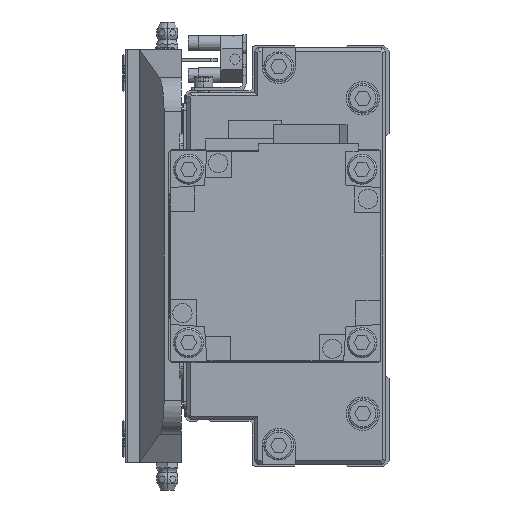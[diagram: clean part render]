
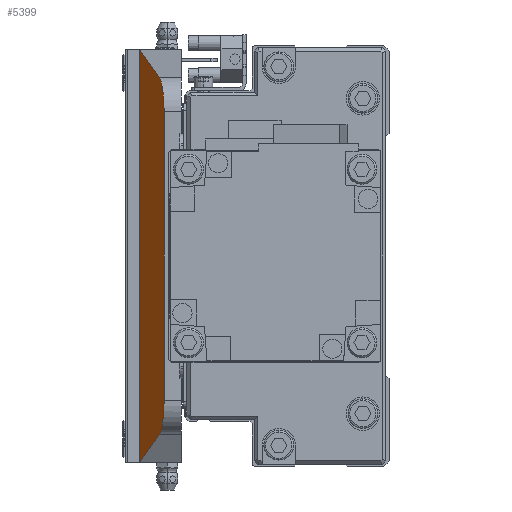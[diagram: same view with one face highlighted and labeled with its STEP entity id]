
A CAD part, left-side view. The second image highlights one B-rep face of the part: STEP entity #5399.
In plain terms, the highlighted planar face has unit normal (-0.174, 0.985, 0).
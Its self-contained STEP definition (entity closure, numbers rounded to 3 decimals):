
#267 = EDGE_CURVE ( 'NONE', #36724, #46556, #49838, .T. ) ;
#4431 = EDGE_LOOP ( 'NONE', ( #16959, #5869, #9049, #37502, #11115, #5316 ) ) ;
#5316 = ORIENTED_EDGE ( 'NONE', *, *, #24819, .F. ) ;
#5399 = ADVANCED_FACE ( 'NONE', ( #30469 ), #50553, .T. ) ;
#5869 = ORIENTED_EDGE ( 'NONE', *, *, #18776, .T. ) ;
#6739 = CARTESIAN_POINT ( 'NONE',  ( -93.169, 6.284, -50.917 ) ) ;
#9049 = ORIENTED_EDGE ( 'NONE', *, *, #21730, .T. ) ;
#10113 = CARTESIAN_POINT ( 'NONE',  ( -100.75, 4.947, 59. ) ) ;
#10568 = VECTOR ( 'NONE', #19212, 1000. ) ;
#10904 = DIRECTION ( 'NONE',  ( -0.174, 0.985, 0. ) ) ;
#11115 = ORIENTED_EDGE ( 'NONE', *, *, #21107, .T. ) ;
#12801 = CARTESIAN_POINT ( 'NONE',  ( -91.489, 6.58, 51.336 ) ) ;
#12895 = CARTESIAN_POINT ( 'NONE',  ( -100.75, 4.947, -41.214 ) ) ;
#14224 = CARTESIAN_POINT ( 'NONE',  ( -100.75, 4.947, 41.214 ) ) ;
#14888 = CARTESIAN_POINT ( 'NONE',  ( -97.807, 5.466, 49.761 ) ) ;
#15986 = CARTESIAN_POINT ( 'NONE',  ( -93.169, 6.284, -50.917 ) ) ;
#16959 = ORIENTED_EDGE ( 'NONE', *, *, #33933, .T. ) ;
#18776 = EDGE_CURVE ( 'NONE', #21096, #22283, #41723, .T. ) ;
#19071 = CARTESIAN_POINT ( 'NONE',  ( -93.169, 6.284, 50.917 ) ) ;
#19212 = DIRECTION ( 'NONE',  ( 0., 0., -1. ) ) ;
#19427 = CARTESIAN_POINT ( 'NONE',  ( -100.75, 4.947, 45.994 ) ) ;
#20240 = VECTOR ( 'NONE', #21699, 1000. ) ;
#20395 = LINE ( 'NONE', #51027, #35523 ) ;
#21096 = VERTEX_POINT ( 'NONE', #19071 ) ;
#21107 = EDGE_CURVE ( 'NONE', #46556, #39965, #30062, .T. ) ;
#21699 = DIRECTION ( 'NONE',  ( -0.956, -0.169, 0.238 ) ) ;
#21730 = EDGE_CURVE ( 'NONE', #22283, #36724, #51347, .T. ) ;
#22283 = VERTEX_POINT ( 'NONE', #50157 ) ;
#22901 = CARTESIAN_POINT ( 'NONE',  ( -100.75, 4.947, 41.214 ) ) ;
#23077 = CARTESIAN_POINT ( 'NONE',  ( -97.807, 5.466, -49.761 ) ) ;
#24819 = EDGE_CURVE ( 'NONE', #47621, #39965, #20395, .T. ) ;
#26706 = DIRECTION ( 'NONE',  ( 0., 0., 1. ) ) ;
#30062 =( BOUNDED_CURVE ( )  B_SPLINE_CURVE ( 3, ( #6739, #23077, #35418, #12895 ),
 .UNSPECIFIED., .F., .F. ) 
 B_SPLINE_CURVE_WITH_KNOTS ( ( 4, 4 ),
 ( 4.957, 6.283 ),
 .UNSPECIFIED. ) 
 CURVE ( )  GEOMETRIC_REPRESENTATION_ITEM ( )  RATIONAL_B_SPLINE_CURVE ( ( 1., 0.859, 0.859, 1. ) ) 
 REPRESENTATION_ITEM ( '' )  );
#30469 = FACE_OUTER_BOUND ( 'NONE', #4431, .T. ) ;
#30671 = DIRECTION ( 'NONE',  ( 0., 0., -1. ) ) ;
#30732 = CARTESIAN_POINT ( 'NONE',  ( -60.75, 12., 59. ) ) ;
#31069 = VECTOR ( 'NONE', #39933, 1000. ) ;
#31221 = CARTESIAN_POINT ( 'NONE',  ( -93.169, 6.284, 50.917 ) ) ;
#31826 = AXIS2_PLACEMENT_3D ( 'NONE', #10113, #10904, #26706 ) ;
#33777 = CARTESIAN_POINT ( 'NONE',  ( -59.992, 12.134, -59.189 ) ) ;
#33933 = EDGE_CURVE ( 'NONE', #47621, #21096, #39596, .T. ) ;
#35418 = CARTESIAN_POINT ( 'NONE',  ( -100.75, 4.947, -45.994 ) ) ;
#35523 = VECTOR ( 'NONE', #30671, 1000. ) ;
#36724 = VERTEX_POINT ( 'NONE', #38162 ) ;
#37502 = ORIENTED_EDGE ( 'NONE', *, *, #267, .T. ) ;
#38162 = CARTESIAN_POINT ( 'NONE',  ( -60.75, 12., -59. ) ) ;
#39206 = CARTESIAN_POINT ( 'NONE',  ( -100.75, 4.947, -41.214 ) ) ;
#39596 =( BOUNDED_CURVE ( )  B_SPLINE_CURVE ( 3, ( #22901, #19427, #14888, #31221 ),
 .UNSPECIFIED., .F., .F. ) 
 B_SPLINE_CURVE_WITH_KNOTS ( ( 4, 4 ),
 ( 0., 1.326 ),
 .UNSPECIFIED. ) 
 CURVE ( )  GEOMETRIC_REPRESENTATION_ITEM ( )  RATIONAL_B_SPLINE_CURVE ( ( 1., 0.859, 0.859, 1. ) ) 
 REPRESENTATION_ITEM ( '' )  );
#39933 = DIRECTION ( 'NONE',  ( 0.956, 0.169, 0.238 ) ) ;
#39965 = VERTEX_POINT ( 'NONE', #39206 ) ;
#41723 = LINE ( 'NONE', #12801, #31069 ) ;
#46556 = VERTEX_POINT ( 'NONE', #15986 ) ;
#47621 = VERTEX_POINT ( 'NONE', #14224 ) ;
#49838 = LINE ( 'NONE', #33777, #20240 ) ;
#50157 = CARTESIAN_POINT ( 'NONE',  ( -60.75, 12., 59. ) ) ;
#50553 = PLANE ( 'NONE',  #31826 ) ;
#51027 = CARTESIAN_POINT ( 'NONE',  ( -100.75, 4.947, 59. ) ) ;
#51347 = LINE ( 'NONE', #30732, #10568 ) ;
